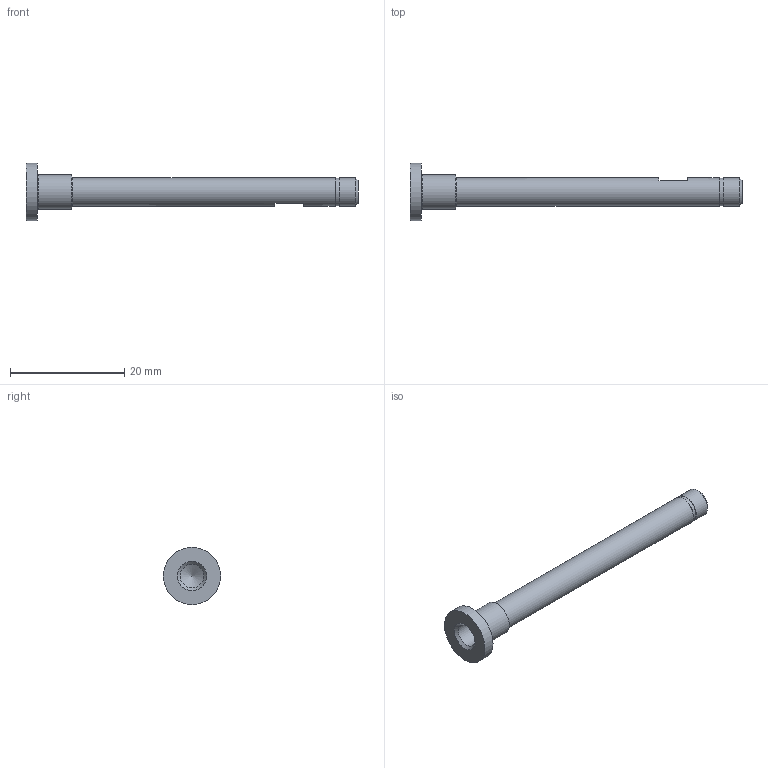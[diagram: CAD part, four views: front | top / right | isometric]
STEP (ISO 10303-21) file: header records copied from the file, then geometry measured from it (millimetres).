
FILE_DESCRIPTION( ( 'STEP AP203' ), '1' );
FILE_NAME( ' ', ' ', ( ' ' ), ( ' ' ), 'PSStep 10.0', ' ', ' ' );
FILE_SCHEMA( ( 'CONFIG_CONTROL_DESIGN' ) );
Length unit declared in the file: millimetre
Products named in the file (1): 1
Bounding box: 58 x 10 x 10 mm (x, y, z)
Volume: 1212.4 mm3; surface area: 1192.9 mm2
Topology: 1 solids, 1 shells, 26 faces, 49 edges, 31 vertices
Faces by surface type: plane 12, cylinder 7, cone 5, torus 2
Full cylindrical faces by diameter (mm): 2 x1, 4.1 x1, 4.8 x1, 5 x2, 6 x1, 10 x1
Entity records: 602 total; most frequent: DIRECTION 108, CARTESIAN_POINT 87, ORIENTED_EDGE 62, AXIS2_PLACEMENT_3D 50, EDGE_LOOP 46, FACE_OUTER_BOUND 35, EDGE_CURVE 31, VERTEX_POINT 29
